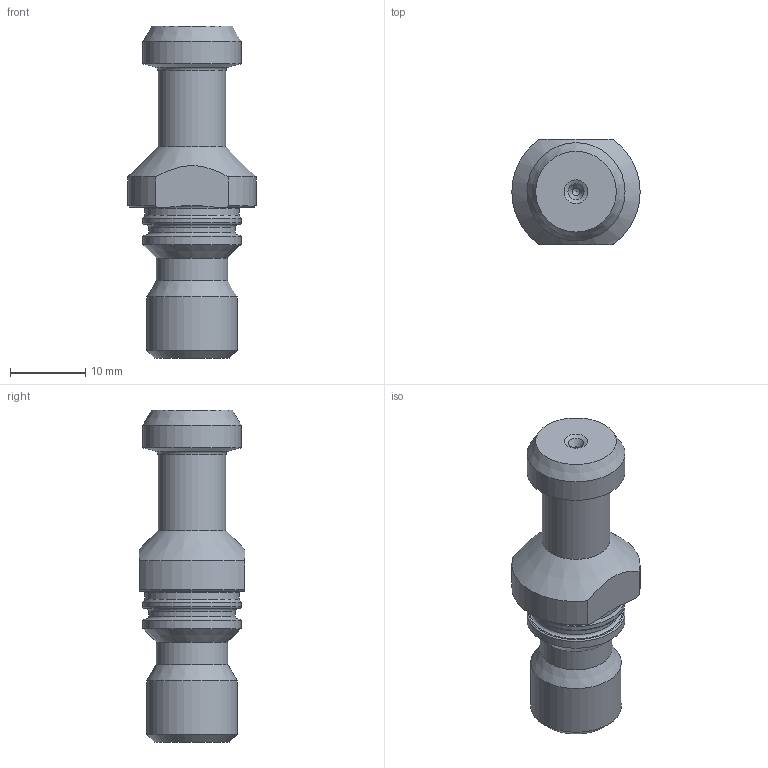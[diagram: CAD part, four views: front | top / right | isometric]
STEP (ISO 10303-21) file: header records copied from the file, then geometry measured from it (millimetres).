
FILE_DESCRIPTION(/* description */ (''),/* implementation_level */ '2;1');
FILE_NAME(/* name */ '1498468410358.stp',/* time_stamp */ '2017-06-26T11:13:34+02:00',/* author */ (''),/* organization */ ('SMS'),/* preprocessor_version */ 'ST-DEVELOPER v15',/* originating_system */ 'SIEMENS PLM Software NX 8.5',/* authorisation */ '');
FILE_SCHEMA (('AUTOMOTIVE_DESIGN { 1 0 10303 214 3 1 1 1 }'));
Length unit declared in the file: millimetre
Products named in the file (1): 201120444MOD000_00
Bounding box: 17 x 14 x 44 mm (x, y, z)
Volume: 4778.5 mm3; surface area: 2080.1 mm2
Topology: 1 solids, 1 shells, 44 faces, 103 edges, 62 vertices
Faces by surface type: cone 19, cylinder 12, plane 7, torus 6
Full cylindrical faces by diameter (mm): 1 x2, 9 x1, 9.5 x1, 11.5 x1, 12 x1, 12.5 x1, 13 x3
Entity records: 1078 total; most frequent: CARTESIAN_POINT 198, DIRECTION 190, ORIENTED_EDGE 124, AXIS2_PLACEMENT_3D 90, EDGE_LOOP 76, FACE_BOUND 68, EDGE_CURVE 62, VERTEX_POINT 54
